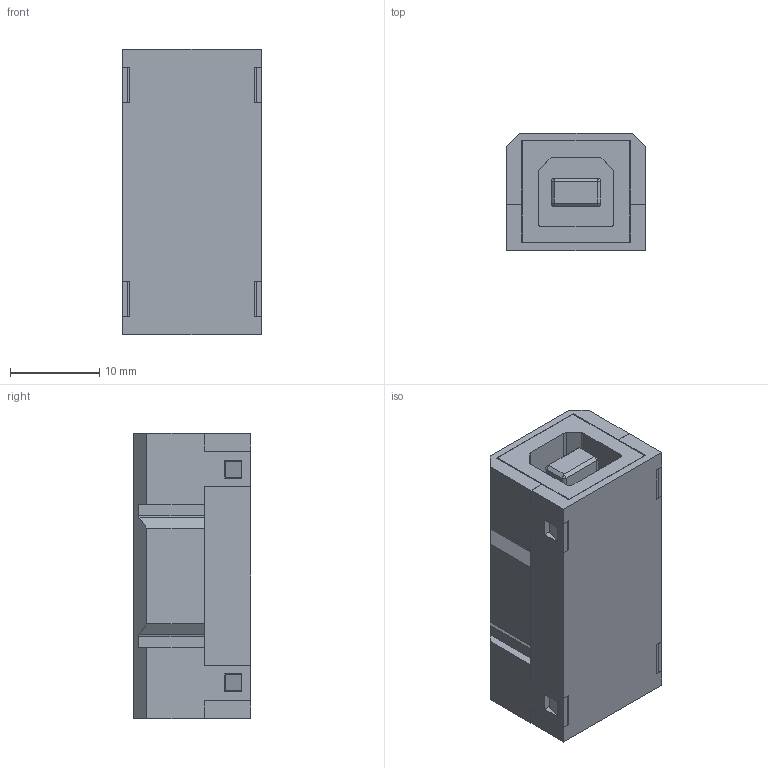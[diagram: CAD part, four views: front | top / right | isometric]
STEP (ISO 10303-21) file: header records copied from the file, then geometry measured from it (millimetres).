
FILE_DESCRIPTION (( 'STEP AP214' ), '1' );
FILE_NAME ('J00029A0091.STEP', '2010-06-01T13:02:58', ( 'ew_administrator' ), ( '' ), 'SwSTEP 2.0', 'SolidWorks 2010', '' );
FILE_SCHEMA (( 'AUTOMOTIVE_DESIGN' ));
Length unit declared in the file: millimetre
Products named in the file (1): J00029A0091
Bounding box: 15.6 x 13.19 x 32 mm (x, y, z)
Volume: 5480.9 mm3; surface area: 6814.3 mm2
Topology: 4 solids, 4 shells, 264 faces, 724 edges, 474 vertices
Faces by surface type: plane 222, cylinder 38, cone 4
Entity records: 11193 total; most frequent: CARTESIAN_POINT 1471, ORIENTED_EDGE 1440, DIRECTION 1318, EDGE_CURVE 720, LINE 644, VECTOR 644, VERTEX_POINT 474, AXIS2_PLACEMENT_3D 337
